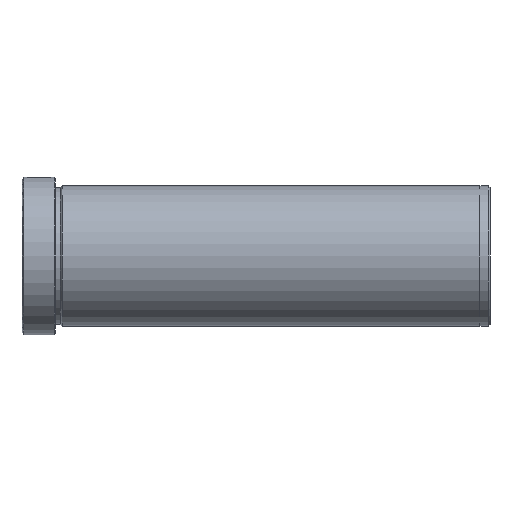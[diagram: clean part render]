
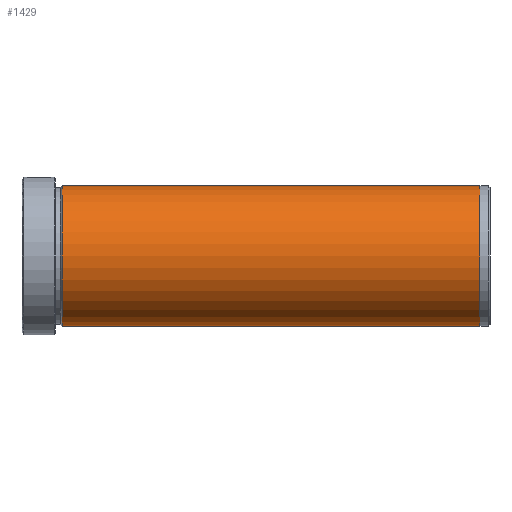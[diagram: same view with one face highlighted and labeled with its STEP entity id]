
A CAD part, left-side view. The second image highlights one B-rep face of the part: STEP entity #1429.
In plain terms, the highlighted cylindrical face has radius 21 mm (diameter 42 mm), a partial arc.
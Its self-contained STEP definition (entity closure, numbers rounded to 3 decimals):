
#90 = VERTEX_POINT ( 'NONE', #1169 ) ;
#133 = DIRECTION ( 'NONE',  ( 0., -1., 0. ) ) ;
#201 = ORIENTED_EDGE ( 'NONE', *, *, #933, .F. ) ;
#315 = CARTESIAN_POINT ( 'NONE',  ( 0., -12., 0. ) ) ;
#364 = CIRCLE ( 'NONE', #1057, 21. ) ;
#381 = FACE_OUTER_BOUND ( 'NONE', #1471, .T. ) ;
#457 = DIRECTION ( 'NONE',  ( 0., 0., 1. ) ) ;
#490 = ORIENTED_EDGE ( 'NONE', *, *, #1708, .F. ) ;
#557 = LINE ( 'NONE', #1498, #610 ) ;
#610 = VECTOR ( 'NONE', #1764, 1000. ) ;
#670 = CIRCLE ( 'NONE', #1422, 21. ) ;
#797 = EDGE_CURVE ( 'NONE', #90, #1236, #1587, .T. ) ;
#933 = EDGE_CURVE ( 'NONE', #1513, #90, #670, .T. ) ;
#981 = CARTESIAN_POINT ( 'NONE',  ( 0., -137., 0. ) ) ;
#1045 = DIRECTION ( 'NONE',  ( 0., 1., 0. ) ) ;
#1057 = AXIS2_PLACEMENT_3D ( 'NONE', #315, #1320, #457 ) ;
#1085 = DIRECTION ( 'NONE',  ( 0., 1., 0. ) ) ;
#1134 = DIRECTION ( 'NONE',  ( 0., 0., -1. ) ) ;
#1169 = CARTESIAN_POINT ( 'NONE',  ( 0., -137., -21. ) ) ;
#1236 = VERTEX_POINT ( 'NONE', #1611 ) ;
#1272 = EDGE_CURVE ( 'NONE', #1513, #1311, #557, .T. ) ;
#1311 = VERTEX_POINT ( 'NONE', #1641 ) ;
#1320 = DIRECTION ( 'NONE',  ( 0., 1., 0. ) ) ;
#1344 = CARTESIAN_POINT ( 'NONE',  ( 0., 0., -21. ) ) ;
#1361 = AXIS2_PLACEMENT_3D ( 'NONE', #1662, #1085, #1806 ) ;
#1406 = CARTESIAN_POINT ( 'NONE',  ( 0., -137., 21. ) ) ;
#1422 = AXIS2_PLACEMENT_3D ( 'NONE', #981, #133, #1134 ) ;
#1429 = ADVANCED_FACE ( 'NONE', ( #381 ), #1819, .T. ) ;
#1471 = EDGE_LOOP ( 'NONE', ( #1801, #201, #1857, #490 ) ) ;
#1498 = CARTESIAN_POINT ( 'NONE',  ( 0., 0., 21. ) ) ;
#1513 = VERTEX_POINT ( 'NONE', #1406 ) ;
#1539 = VECTOR ( 'NONE', #1045, 1000. ) ;
#1587 = LINE ( 'NONE', #1344, #1539 ) ;
#1611 = CARTESIAN_POINT ( 'NONE',  ( 0., -12., -21. ) ) ;
#1641 = CARTESIAN_POINT ( 'NONE',  ( 0., -12., 21. ) ) ;
#1662 = CARTESIAN_POINT ( 'NONE',  ( 0., 0., 0. ) ) ;
#1708 = EDGE_CURVE ( 'NONE', #1236, #1311, #364, .T. ) ;
#1764 = DIRECTION ( 'NONE',  ( 0., 1., 0. ) ) ;
#1801 = ORIENTED_EDGE ( 'NONE', *, *, #797, .F. ) ;
#1806 = DIRECTION ( 'NONE',  ( 0., 0., 1. ) ) ;
#1819 = CYLINDRICAL_SURFACE ( 'NONE', #1361, 21. ) ;
#1857 = ORIENTED_EDGE ( 'NONE', *, *, #1272, .T. ) ;
